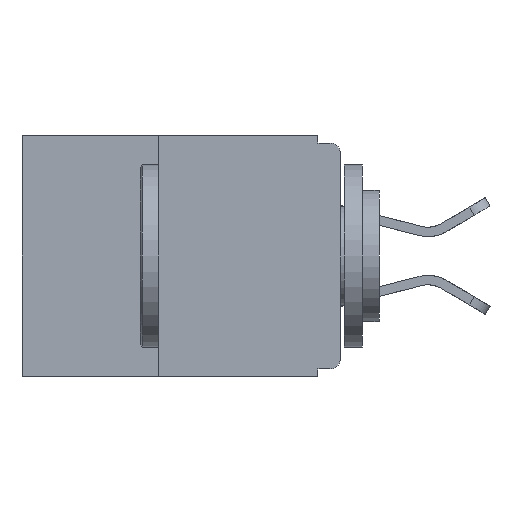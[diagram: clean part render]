
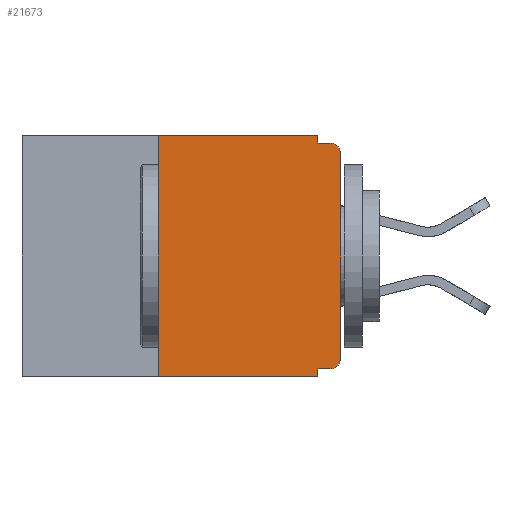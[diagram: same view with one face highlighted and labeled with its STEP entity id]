
A CAD part, left-side view. The second image highlights one B-rep face of the part: STEP entity #21673.
In plain terms, the highlighted planar face has unit normal (-1, 0, 0).
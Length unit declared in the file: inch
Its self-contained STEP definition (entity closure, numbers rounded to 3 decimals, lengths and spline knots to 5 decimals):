
#132 = VECTOR ( 'NONE', #27635, 39.37008 ) ;
#325 = VERTEX_POINT ( 'NONE', #5524 ) ;
#567 = VERTEX_POINT ( 'NONE', #30832 ) ;
#857 = EDGE_CURVE ( 'NONE', #3531, #28055, #17625, .T. ) ;
#936 = CARTESIAN_POINT ( 'NONE',  ( 0., 0.25, 0. ) ) ;
#1193 = VERTEX_POINT ( 'NONE', #21716 ) ;
#2151 = LINE ( 'NONE', #31144, #5100 ) ;
#2354 = EDGE_CURVE ( 'NONE', #28321, #325, #18752, .T. ) ;
#2530 = LINE ( 'NONE', #33564, #8852 ) ;
#2689 = AXIS2_PLACEMENT_3D ( 'NONE', #10591, #28942, #13290 ) ;
#3051 = DIRECTION ( 'NONE',  ( 0., 1., 0. ) ) ;
#3157 = CARTESIAN_POINT ( 'NONE',  ( 0., 0.015, -0.025 ) ) ;
#3198 = DIRECTION ( 'NONE',  ( -1., 0., 0. ) ) ;
#3257 = DIRECTION ( 'NONE',  ( 0., 0., -1. ) ) ;
#3531 = VERTEX_POINT ( 'NONE', #16199 ) ;
#4133 = AXIS2_PLACEMENT_3D ( 'NONE', #10662, #10585, #10582 ) ;
#4317 = EDGE_CURVE ( 'NONE', #28055, #30157, #7339, .T. ) ;
#4708 = CARTESIAN_POINT ( 'NONE',  ( 0., 0., -0.305 ) ) ;
#4731 = VECTOR ( 'NONE', #23970, 39.37008 ) ;
#5100 = VECTOR ( 'NONE', #10341, 39.37008 ) ;
#5524 = CARTESIAN_POINT ( 'NONE',  ( 0., 0.015, -0.01 ) ) ;
#7339 = LINE ( 'NONE', #27675, #132 ) ;
#7623 = EDGE_CURVE ( 'NONE', #19499, #12107, #25177, .T. ) ;
#8852 = VECTOR ( 'NONE', #15537, 39.37008 ) ;
#9452 = EDGE_CURVE ( 'NONE', #3531, #32585, #12750, .T. ) ;
#9977 = CARTESIAN_POINT ( 'NONE',  ( 0., 0.031, 0. ) ) ;
#10341 = DIRECTION ( 'NONE',  ( 0., 0., -1. ) ) ;
#10414 = EDGE_CURVE ( 'NONE', #12107, #28321, #13915, .T. ) ;
#10582 = DIRECTION ( 'NONE',  ( 0., 0., -1. ) ) ;
#10585 = DIRECTION ( 'NONE',  ( -1., 0., 0. ) ) ;
#10591 = CARTESIAN_POINT ( 'NONE',  ( 0., 0.437, 0. ) ) ;
#10662 = CARTESIAN_POINT ( 'NONE',  ( 0., 0.015, -0.305 ) ) ;
#10998 = LINE ( 'NONE', #21368, #4731 ) ;
#11781 = ORIENTED_EDGE ( 'NONE', *, *, #4317, .F. ) ;
#12107 = VERTEX_POINT ( 'NONE', #4708 ) ;
#12750 = LINE ( 'NONE', #18906, #19793 ) ;
#12961 = CARTESIAN_POINT ( 'NONE',  ( 0., 0.031, -0.33 ) ) ;
#13290 = DIRECTION ( 'NONE',  ( 0., 0., -1. ) ) ;
#13915 = LINE ( 'NONE', #26545, #33741 ) ;
#14300 = ORIENTED_EDGE ( 'NONE', *, *, #21710, .F. ) ;
#15079 = ORIENTED_EDGE ( 'NONE', *, *, #9452, .T. ) ;
#15537 = DIRECTION ( 'NONE',  ( 0., 0., -1. ) ) ;
#15548 = EDGE_CURVE ( 'NONE', #1193, #32585, #2530, .T. ) ;
#15725 = ORIENTED_EDGE ( 'NONE', *, *, #857, .F. ) ;
#15971 = EDGE_CURVE ( 'NONE', #19499, #1193, #29731, .T. ) ;
#16199 = CARTESIAN_POINT ( 'NONE',  ( 0., 0.25, -0.33 ) ) ;
#16430 = CARTESIAN_POINT ( 'NONE',  ( 0., 0., -0.32 ) ) ;
#17625 = LINE ( 'NONE', #31266, #30572 ) ;
#18373 = ORIENTED_EDGE ( 'NONE', *, *, #15971, .F. ) ;
#18636 = ORIENTED_EDGE ( 'NONE', *, *, #2354, .T. ) ;
#18752 = CIRCLE ( 'NONE', #19659, 0.015 ) ;
#18906 = CARTESIAN_POINT ( 'NONE',  ( 0., 0.437, -0.33 ) ) ;
#18941 = FACE_OUTER_BOUND ( 'NONE', #33064, .T. ) ;
#19030 = DIRECTION ( 'NONE',  ( 0., -1., 0. ) ) ;
#19499 = VERTEX_POINT ( 'NONE', #27387 ) ;
#19659 = AXIS2_PLACEMENT_3D ( 'NONE', #3157, #3198, #3257 ) ;
#19793 = VECTOR ( 'NONE', #19030, 39.37008 ) ;
#21150 = PLANE ( 'NONE',  #2689 ) ;
#21368 = CARTESIAN_POINT ( 'NONE',  ( 0., 0., -0.01 ) ) ;
#21673 = ADVANCED_FACE ( 'NONE', ( #18941 ), #21150, .F. ) ;
#21710 = EDGE_CURVE ( 'NONE', #567, #325, #10998, .T. ) ;
#21716 = CARTESIAN_POINT ( 'NONE',  ( 0., 0.031, -0.32 ) ) ;
#21886 = ORIENTED_EDGE ( 'NONE', *, *, #15548, .F. ) ;
#22033 = VECTOR ( 'NONE', #3051, 39.37008 ) ;
#23797 = ORIENTED_EDGE ( 'NONE', *, *, #10414, .T. ) ;
#23928 = DIRECTION ( 'NONE',  ( 0., 0., 1. ) ) ;
#23970 = DIRECTION ( 'NONE',  ( 0., -1., 0. ) ) ;
#24032 = DIRECTION ( 'NONE',  ( 0., 0., 1. ) ) ;
#25177 = CIRCLE ( 'NONE', #4133, 0.015 ) ;
#25957 = CARTESIAN_POINT ( 'NONE',  ( 0., 0., -0.025 ) ) ;
#26078 = ORIENTED_EDGE ( 'NONE', *, *, #27463, .F. ) ;
#26545 = CARTESIAN_POINT ( 'NONE',  ( 0., 0., 0. ) ) ;
#27387 = CARTESIAN_POINT ( 'NONE',  ( 0., 0.015, -0.32 ) ) ;
#27463 = EDGE_CURVE ( 'NONE', #30157, #567, #2151, .T. ) ;
#27635 = DIRECTION ( 'NONE',  ( 0., -1., 0. ) ) ;
#27675 = CARTESIAN_POINT ( 'NONE',  ( 0., 0.437, 0. ) ) ;
#28055 = VERTEX_POINT ( 'NONE', #936 ) ;
#28321 = VERTEX_POINT ( 'NONE', #25957 ) ;
#28942 = DIRECTION ( 'NONE',  ( 1., 0., 0. ) ) ;
#29002 = ORIENTED_EDGE ( 'NONE', *, *, #7623, .T. ) ;
#29731 = LINE ( 'NONE', #16430, #22033 ) ;
#30157 = VERTEX_POINT ( 'NONE', #9977 ) ;
#30572 = VECTOR ( 'NONE', #23928, 39.37008 ) ;
#30832 = CARTESIAN_POINT ( 'NONE',  ( 0., 0.031, -0.01 ) ) ;
#31144 = CARTESIAN_POINT ( 'NONE',  ( 0., 0.031, 0. ) ) ;
#31266 = CARTESIAN_POINT ( 'NONE',  ( 0., 0.25, -0.33 ) ) ;
#32585 = VERTEX_POINT ( 'NONE', #12961 ) ;
#33064 = EDGE_LOOP ( 'NONE', ( #23797, #18636, #14300, #26078, #11781, #15725, #15079, #21886, #18373, #29002 ) ) ;
#33564 = CARTESIAN_POINT ( 'NONE',  ( 0., 0.031, -0.33 ) ) ;
#33741 = VECTOR ( 'NONE', #24032, 39.37008 ) ;
